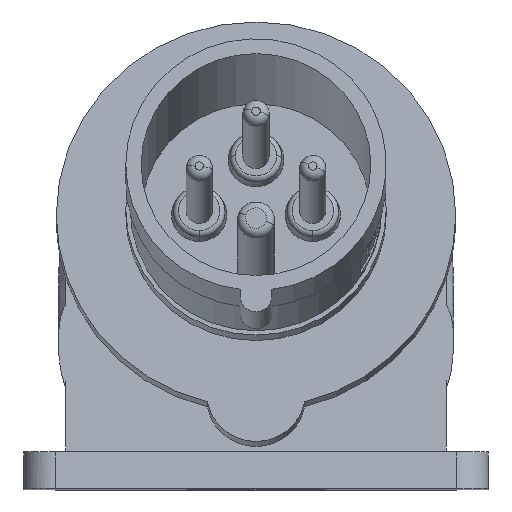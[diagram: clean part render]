
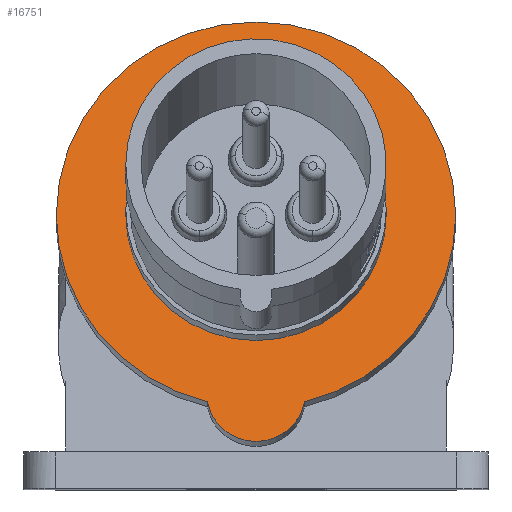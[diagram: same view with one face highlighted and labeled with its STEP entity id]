
A CAD part, top view. The second image highlights one B-rep face of the part: STEP entity #16751.
In plain terms, the highlighted planar face has unit normal (0, 0.259, 0.966).
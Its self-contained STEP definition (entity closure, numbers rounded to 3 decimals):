
#357 = CARTESIAN_POINT ( 'NONE',  ( 37.8, 51.908, 101.326 ) ) ;
#690 = EDGE_LOOP ( 'NONE', ( #2555, #13330 ) ) ;
#771 = DIRECTION ( 'NONE',  ( 1., 0., 0. ) ) ;
#1682 = FACE_BOUND ( 'NONE', #690, .T. ) ;
#2148 = EDGE_CURVE ( 'NONE', #19958, #4173, #3286, .T. ) ;
#2555 = ORIENTED_EDGE ( 'NONE', *, *, #7682, .F. ) ;
#3286 = CIRCLE ( 'NONE', #19846, 37.8 ) ;
#3420 = CARTESIAN_POINT ( 'NONE',  ( 0., 51.908, 101.326 ) ) ;
#3779 = DIRECTION ( 'NONE',  ( 0., 0.259, 0.966 ) ) ;
#3992 = ORIENTED_EDGE ( 'NONE', *, *, #24176, .T. ) ;
#4010 = VERTEX_POINT ( 'NONE', #28843 ) ;
#4081 = VERTEX_POINT ( 'NONE', #22015 ) ;
#4173 = VERTEX_POINT ( 'NONE', #357 ) ;
#4191 = PLANE ( 'NONE',  #6800 ) ;
#4538 = DIRECTION ( 'NONE',  ( 0., 0.259, 0.966 ) ) ;
#4602 = ORIENTED_EDGE ( 'NONE', *, *, #21653, .T. ) ;
#6800 = AXIS2_PLACEMENT_3D ( 'NONE', #8632, #17823, #17668 ) ;
#7682 = EDGE_CURVE ( 'NONE', #4010, #4081, #17930, .T. ) ;
#8330 = DIRECTION ( 'NONE',  ( 0., 0.259, 0.966 ) ) ;
#8632 = CARTESIAN_POINT ( 'NONE',  ( 0., 75.718, 94.946 ) ) ;
#8800 = DIRECTION ( 'NONE',  ( 1., 0., 0. ) ) ;
#9202 = CARTESIAN_POINT ( 'NONE',  ( -9.166, 16.486, 110.817 ) ) ;
#10225 = CARTESIAN_POINT ( 'NONE',  ( 0., 51.908, 101.326 ) ) ;
#10692 = EDGE_CURVE ( 'NONE', #4173, #26115, #19131, .T. ) ;
#11072 = AXIS2_PLACEMENT_3D ( 'NONE', #18886, #16087, #18743 ) ;
#13330 = ORIENTED_EDGE ( 'NONE', *, *, #17809, .F. ) ;
#14399 = CARTESIAN_POINT ( 'NONE',  ( 9.166, 16.486, 110.817 ) ) ;
#14409 = DIRECTION ( 'NONE',  ( 0., 0.259, 0.966 ) ) ;
#14487 = EDGE_LOOP ( 'NONE', ( #27289, #17490, #4602, #3992 ) ) ;
#15050 = CARTESIAN_POINT ( 'NONE',  ( 0., 51.908, 101.326 ) ) ;
#16087 = DIRECTION ( 'NONE',  ( 0., 0.259, 0.966 ) ) ;
#16751 = ADVANCED_FACE ( 'NONE', ( #26585, #1682 ), #4191, .F. ) ;
#17240 = AXIS2_PLACEMENT_3D ( 'NONE', #10225, #4538, #24554 ) ;
#17490 = ORIENTED_EDGE ( 'NONE', *, *, #10692, .T. ) ;
#17668 = DIRECTION ( 'NONE',  ( 0., -0.966, 0.259 ) ) ;
#17809 = EDGE_CURVE ( 'NONE', #4081, #4010, #26698, .T. ) ;
#17823 = DIRECTION ( 'NONE',  ( 0., -0.259, -0.966 ) ) ;
#17930 = CIRCLE ( 'NONE', #23619, 24.65 ) ;
#18246 = DIRECTION ( 'NONE',  ( 0., 0.259, 0.966 ) ) ;
#18536 = DIRECTION ( 'NONE',  ( 1., 0., 0. ) ) ;
#18743 = DIRECTION ( 'NONE',  ( 1., 0., 0. ) ) ;
#18886 = CARTESIAN_POINT ( 'NONE',  ( 0., 51.908, 101.326 ) ) ;
#19131 = CIRCLE ( 'NONE', #17240, 37.8 ) ;
#19203 = AXIS2_PLACEMENT_3D ( 'NONE', #3420, #14409, #771 ) ;
#19846 = AXIS2_PLACEMENT_3D ( 'NONE', #15050, #3779, #8800 ) ;
#19958 = VERTEX_POINT ( 'NONE', #14399 ) ;
#21361 = VERTEX_POINT ( 'NONE', #9202 ) ;
#21405 = CARTESIAN_POINT ( 'NONE',  ( -37.8, 51.908, 101.326 ) ) ;
#21653 = EDGE_CURVE ( 'NONE', #26115, #21361, #28230, .T. ) ;
#22015 = CARTESIAN_POINT ( 'NONE',  ( 24.65, 51.908, 101.326 ) ) ;
#23619 = AXIS2_PLACEMENT_3D ( 'NONE', #28659, #8330, #26570 ) ;
#24176 = EDGE_CURVE ( 'NONE', #21361, #19958, #26474, .T. ) ;
#24554 = DIRECTION ( 'NONE',  ( 1., 0., 0. ) ) ;
#25370 = CARTESIAN_POINT ( 'NONE',  ( 0., 18.004, 110.41 ) ) ;
#26115 = VERTEX_POINT ( 'NONE', #21405 ) ;
#26474 = CIRCLE ( 'NONE', #28366, 9.3 ) ;
#26570 = DIRECTION ( 'NONE',  ( 1., 0., 0. ) ) ;
#26585 = FACE_OUTER_BOUND ( 'NONE', #14487, .T. ) ;
#26698 = CIRCLE ( 'NONE', #11072, 24.65 ) ;
#27289 = ORIENTED_EDGE ( 'NONE', *, *, #2148, .T. ) ;
#28230 = CIRCLE ( 'NONE', #19203, 37.8 ) ;
#28366 = AXIS2_PLACEMENT_3D ( 'NONE', #25370, #18246, #18536 ) ;
#28659 = CARTESIAN_POINT ( 'NONE',  ( 0., 51.908, 101.326 ) ) ;
#28843 = CARTESIAN_POINT ( 'NONE',  ( -24.65, 51.908, 101.326 ) ) ;
